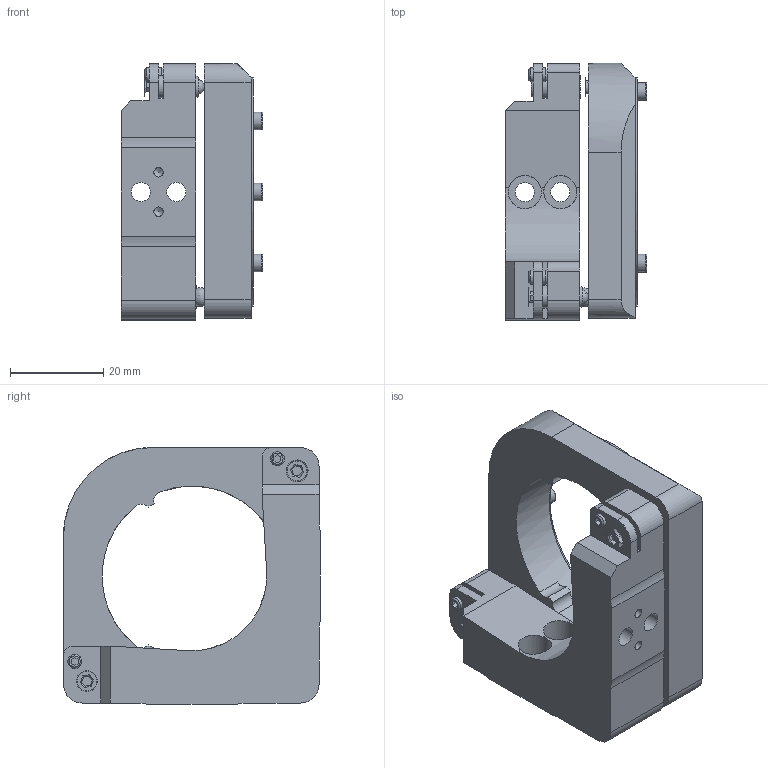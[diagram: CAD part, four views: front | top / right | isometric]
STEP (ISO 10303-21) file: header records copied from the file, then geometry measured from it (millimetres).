
FILE_DESCRIPTION(/* description */ (''),/* implementation_level */ '2;1');
FILE_NAME(/* name */ 'SD-381-05-VC-RS-M_Subst_.stp',/* time_stamp */ '2023-03-16T21:52:24+02:00',/* author */ ('vytau'),/* organization */ (''),/* preprocessor_version */ 'ST-DEVELOPER v18',/* originating_system */ 'Autodesk Inventor 2020',/* authorisation */ '');
FILE_SCHEMA (('CONFIG_CONTROL_DESIGN'));
Length unit declared in the file: millimetre
Products named in the file (1): SD-381-05-VC-RS-M_Substitute_3
Bounding box: 30.3 x 55 x 55 mm (x, y, z)
Volume: 33895.2 mm3; surface area: 13569.6 mm2
Topology: 1 solids, 1 shells, 237 faces, 670 edges, 450 vertices
Faces by surface type: plane 133, cylinder 81, cone 17, torus 3, sphere 3
Full cylindrical faces by diameter (mm): 2 x4, 3 x4, 3.8 x3, 4.1 x4, 4.763 x3, 7.1 x4, 38.5 x1, 49 x1
Entity records: 8106 total; most frequent: CARTESIAN_POINT 1477, DIRECTION 1354, ORIENTED_EDGE 1314, EDGE_CURVE 657, AXIS2_PLACEMENT_3D 490, VERTEX_POINT 450, LINE 374, VECTOR 374
